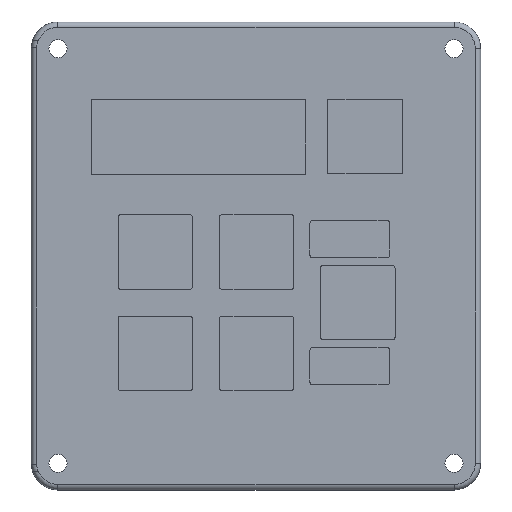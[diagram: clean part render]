
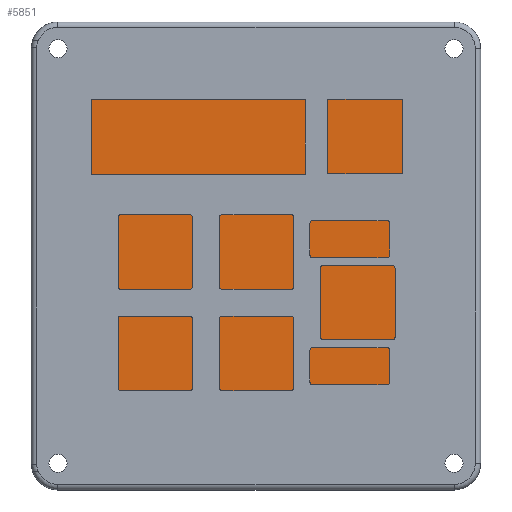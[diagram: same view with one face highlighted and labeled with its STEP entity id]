
A CAD part, top view. The second image highlights one B-rep face of the part: STEP entity #5851.
In plain terms, the highlighted planar face has unit normal (0, 0, 1).
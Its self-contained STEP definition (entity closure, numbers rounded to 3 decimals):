
#256=FACE_BOUND('',#838,.T.);
#257=FACE_BOUND('',#839,.T.);
#322=PLANE('',#6205);
#510=FACE_OUTER_BOUND('',#837,.T.);
#837=EDGE_LOOP('',(#4064,#4065,#4066,#4067,#4068,#4069,#4070,#4071));
#838=EDGE_LOOP('',(#4072));
#839=EDGE_LOOP('',(#4073));
#1223=LINE('',#7984,#1821);
#1234=LINE('',#8016,#1832);
#1235=LINE('',#8018,#1833);
#1236=LINE('',#8019,#1834);
#1237=LINE('',#8021,#1835);
#1238=LINE('',#8023,#1836);
#1239=LINE('',#8024,#1837);
#1821=VECTOR('',#6613,10.);
#1832=VECTOR('',#6644,10.);
#1833=VECTOR('',#6645,10.);
#1834=VECTOR('',#6646,10.);
#1835=VECTOR('',#6647,10.);
#1836=VECTOR('',#6648,10.);
#1837=VECTOR('',#6649,10.);
#2416=CIRCLE('',#6202,2.25);
#2418=CIRCLE('',#6206,2.25);
#2419=CIRCLE('',#6207,2.25);
#2544=VERTEX_POINT('',#7956);
#2550=VERTEX_POINT('',#7971);
#2560=VERTEX_POINT('',#8004);
#2561=VERTEX_POINT('',#8005);
#2564=VERTEX_POINT('',#8015);
#2565=VERTEX_POINT('',#8017);
#2566=VERTEX_POINT('',#8020);
#2567=VERTEX_POINT('',#8022);
#2568=VERTEX_POINT('',#8025);
#2569=VERTEX_POINT('',#8027);
#3145=EDGE_CURVE('',#2550,#2544,#1223,.T.);
#3155=EDGE_CURVE('',#2560,#2561,#2416,.T.);
#3160=EDGE_CURVE('',#2564,#2561,#1234,.T.);
#3161=EDGE_CURVE('',#2565,#2564,#1235,.T.);
#3162=EDGE_CURVE('',#2544,#2565,#1236,.T.);
#3163=EDGE_CURVE('',#2566,#2550,#1237,.T.);
#3164=EDGE_CURVE('',#2567,#2566,#1238,.T.);
#3165=EDGE_CURVE('',#2560,#2567,#1239,.T.);
#3166=EDGE_CURVE('',#2568,#2568,#2418,.T.);
#3167=EDGE_CURVE('',#2569,#2569,#2419,.T.);
#4064=ORIENTED_EDGE('',*,*,#3155,.T.);
#4065=ORIENTED_EDGE('',*,*,#3160,.F.);
#4066=ORIENTED_EDGE('',*,*,#3161,.F.);
#4067=ORIENTED_EDGE('',*,*,#3162,.F.);
#4068=ORIENTED_EDGE('',*,*,#3145,.F.);
#4069=ORIENTED_EDGE('',*,*,#3163,.F.);
#4070=ORIENTED_EDGE('',*,*,#3164,.F.);
#4071=ORIENTED_EDGE('',*,*,#3165,.F.);
#4072=ORIENTED_EDGE('',*,*,#3166,.T.);
#4073=ORIENTED_EDGE('',*,*,#3167,.T.);
#5851=ADVANCED_FACE('',(#510,#256,#257),#322,.T.);
#6202=AXIS2_PLACEMENT_3D('',#8006,#6633,#6634);
#6205=AXIS2_PLACEMENT_3D('',#8014,#6642,#6643);
#6206=AXIS2_PLACEMENT_3D('',#8026,#6650,#6651);
#6207=AXIS2_PLACEMENT_3D('',#8028,#6652,#6653);
#6613=DIRECTION('',(1.,0.,0.));
#6633=DIRECTION('center_axis',(0.,0.,-1.));
#6634=DIRECTION('ref_axis',(-1.,0.,0.));
#6642=DIRECTION('center_axis',(0.,0.,1.));
#6643=DIRECTION('ref_axis',(1.,0.,0.));
#6644=DIRECTION('',(-1.,0.,0.));
#6645=DIRECTION('',(0.,-1.,0.));
#6646=DIRECTION('',(1.,0.,0.));
#6647=DIRECTION('',(1.,0.,0.));
#6648=DIRECTION('',(0.,1.,0.));
#6649=DIRECTION('',(-1.,0.,0.));
#6650=DIRECTION('center_axis',(0.,0.,-1.));
#6651=DIRECTION('ref_axis',(-1.,0.,0.));
#6652=DIRECTION('center_axis',(0.,0.,-1.));
#6653=DIRECTION('ref_axis',(-1.,0.,0.));
#7956=CARTESIAN_POINT('',(-1.268,32.75,3.8));
#7971=CARTESIAN_POINT('',(-13.732,32.75,3.8));
#7984=CARTESIAN_POINT('',(-17.25,32.75,3.8));
#8004=CARTESIAN_POINT('',(-1.414,-32.75,3.8));
#8005=CARTESIAN_POINT('',(1.414,-32.75,3.8));
#8006=CARTESIAN_POINT('Origin',(0.,-31.,3.8));
#8014=CARTESIAN_POINT('Origin',(0.,0.,3.8));
#8015=CARTESIAN_POINT('',(34.5,-32.75,3.8));
#8016=CARTESIAN_POINT('',(17.25,-32.75,3.8));
#8017=CARTESIAN_POINT('',(34.5,32.75,3.8));
#8018=CARTESIAN_POINT('',(34.5,16.375,3.8));
#8019=CARTESIAN_POINT('',(-17.25,32.75,3.8));
#8020=CARTESIAN_POINT('',(-34.5,32.75,3.8));
#8021=CARTESIAN_POINT('',(-17.25,32.75,3.8));
#8022=CARTESIAN_POINT('',(-34.5,-32.75,3.8));
#8023=CARTESIAN_POINT('',(-34.5,-16.375,3.8));
#8024=CARTESIAN_POINT('',(17.25,-32.75,3.8));
#8025=CARTESIAN_POINT('',(29.75,11.5,3.8));
#8026=CARTESIAN_POINT('Origin',(27.5,11.5,3.8));
#8027=CARTESIAN_POINT('',(-25.25,11.5,3.8));
#8028=CARTESIAN_POINT('Origin',(-27.5,11.5,3.8));
